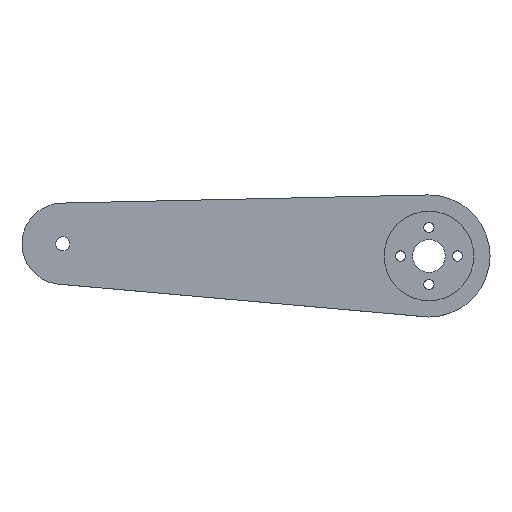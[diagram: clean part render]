
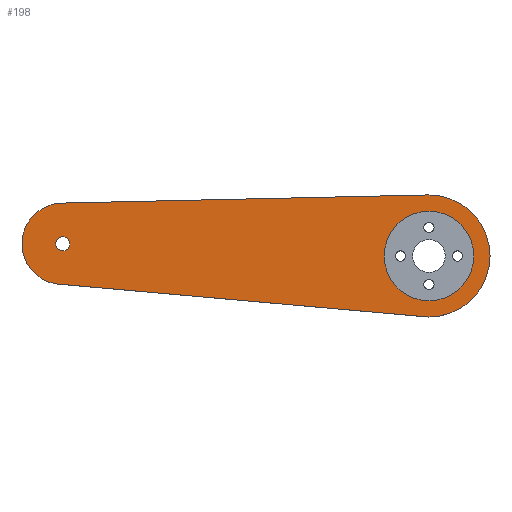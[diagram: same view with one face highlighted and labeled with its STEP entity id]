
A CAD part, top view. The second image highlights one B-rep face of the part: STEP entity #198.
In plain terms, the highlighted planar face has unit normal (0, 0, 1).
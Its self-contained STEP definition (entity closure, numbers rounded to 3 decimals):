
#6 = DIRECTION ( 'NONE',  ( 1., 0., 0. ) ) ;
#13 = DIRECTION ( 'NONE',  ( 0., 0., 1. ) ) ;
#18 = CIRCLE ( 'NONE', #162, 10. ) ;
#19 = DIRECTION ( 'NONE',  ( 0., 0., 1. ) ) ;
#23 = EDGE_CURVE ( 'NONE', #270, #66, #691, .T. ) ;
#31 = CARTESIAN_POINT ( 'NONE',  ( 0., 0., 7. ) ) ;
#62 = VERTEX_POINT ( 'NONE', #431 ) ;
#66 = VERTEX_POINT ( 'NONE', #778 ) ;
#75 = CIRCLE ( 'NONE', #871, 11. ) ;
#78 = EDGE_CURVE ( 'NONE', #861, #613, #841, .T. ) ;
#93 = DIRECTION ( 'NONE',  ( 0., 0., 1. ) ) ;
#103 = VECTOR ( 'NONE', #712, 1000. ) ;
#116 = ORIENTED_EDGE ( 'NONE', *, *, #839, .T. ) ;
#123 = DIRECTION ( 'NONE',  ( 0., 0., 1. ) ) ;
#126 = VERTEX_POINT ( 'NONE', #845 ) ;
#136 = CARTESIAN_POINT ( 'NONE',  ( 79., -3., 7. ) ) ;
#138 = CIRCLE ( 'NONE', #350, 15. ) ;
#149 = CARTESIAN_POINT ( 'NONE',  ( 0., 0., 7. ) ) ;
#150 = CARTESIAN_POINT ( 'NONE',  ( 90., 12., 7. ) ) ;
#152 = CARTESIAN_POINT ( 'NONE',  ( 0., 10., 7. ) ) ;
#154 = DIRECTION ( 'NONE',  ( 1., 0., 0. ) ) ;
#155 = VERTEX_POINT ( 'NONE', #150 ) ;
#162 = AXIS2_PLACEMENT_3D ( 'NONE', #280, #19, #499 ) ;
#170 = CIRCLE ( 'NONE', #577, 10. ) ;
#198 = ADVANCED_FACE ( 'NONE', ( #723, #242, #646 ), #248, .T. ) ;
#227 = CIRCLE ( 'NONE', #566, 11. ) ;
#242 = FACE_BOUND ( 'NONE', #261, .T. ) ;
#248 = PLANE ( 'NONE',  #339 ) ;
#252 = CARTESIAN_POINT ( 'NONE',  ( 0., -10., 7. ) ) ;
#261 = EDGE_LOOP ( 'NONE', ( #872, #395 ) ) ;
#264 = LINE ( 'NONE', #152, #663 ) ;
#270 = VERTEX_POINT ( 'NONE', #252 ) ;
#271 = DIRECTION ( 'NONE',  ( 0., 0., 1. ) ) ;
#280 = CARTESIAN_POINT ( 'NONE',  ( 0., 0., 7. ) ) ;
#282 = AXIS2_PLACEMENT_3D ( 'NONE', #149, #767, #286 ) ;
#286 = DIRECTION ( 'NONE',  ( 1., 0., 0. ) ) ;
#339 = AXIS2_PLACEMENT_3D ( 'NONE', #589, #660, #791 ) ;
#350 = AXIS2_PLACEMENT_3D ( 'NONE', #480, #475, #877 ) ;
#395 = ORIENTED_EDGE ( 'NONE', *, *, #420, .F. ) ;
#412 = AXIS2_PLACEMENT_3D ( 'NONE', #31, #93, #154 ) ;
#416 = CIRCLE ( 'NONE', #282, 1.75 ) ;
#419 = CARTESIAN_POINT ( 'NONE',  ( 1.75, 0., 7. ) ) ;
#420 = EDGE_CURVE ( 'NONE', #796, #486, #227, .T. ) ;
#431 = CARTESIAN_POINT ( 'NONE',  ( 0., 10., 7. ) ) ;
#450 = ORIENTED_EDGE ( 'NONE', *, *, #538, .T. ) ;
#475 = DIRECTION ( 'NONE',  ( 0., 0., 1. ) ) ;
#480 = CARTESIAN_POINT ( 'NONE',  ( 90., -3., 7. ) ) ;
#486 = VERTEX_POINT ( 'NONE', #602 ) ;
#499 = DIRECTION ( 'NONE',  ( 1., 0., 0. ) ) ;
#505 = ORIENTED_EDGE ( 'NONE', *, *, #576, .F. ) ;
#531 = DIRECTION ( 'NONE',  ( -1., -0.022, 0. ) ) ;
#533 = CARTESIAN_POINT ( 'NONE',  ( 90., -3., 7. ) ) ;
#538 = EDGE_CURVE ( 'NONE', #62, #126, #18, .T. ) ;
#543 = ORIENTED_EDGE ( 'NONE', *, *, #23, .T. ) ;
#544 = ORIENTED_EDGE ( 'NONE', *, *, #853, .T. ) ;
#546 = CARTESIAN_POINT ( 'NONE',  ( 90., -3., 7. ) ) ;
#566 = AXIS2_PLACEMENT_3D ( 'NONE', #533, #123, #6 ) ;
#576 = EDGE_CURVE ( 'NONE', #613, #861, #416, .T. ) ;
#577 = AXIS2_PLACEMENT_3D ( 'NONE', #808, #271, #615 ) ;
#589 = CARTESIAN_POINT ( 'NONE',  ( 0., 0., 7. ) ) ;
#590 = ORIENTED_EDGE ( 'NONE', *, *, #878, .T. ) ;
#602 = CARTESIAN_POINT ( 'NONE',  ( 101., -3., 7. ) ) ;
#604 = EDGE_CURVE ( 'NONE', #486, #796, #75, .T. ) ;
#613 = VERTEX_POINT ( 'NONE', #419 ) ;
#615 = DIRECTION ( 'NONE',  ( 1., 0., 0. ) ) ;
#646 = FACE_OUTER_BOUND ( 'NONE', #869, .T. ) ;
#660 = DIRECTION ( 'NONE',  ( 0., 0., 1. ) ) ;
#663 = VECTOR ( 'NONE', #531, 1000. ) ;
#691 = LINE ( 'NONE', #824, #103 ) ;
#693 = CARTESIAN_POINT ( 'NONE',  ( -1.75, 0., 7. ) ) ;
#712 = DIRECTION ( 'NONE',  ( 0.996, -0.089, 0. ) ) ;
#723 = FACE_BOUND ( 'NONE', #842, .T. ) ;
#725 = ORIENTED_EDGE ( 'NONE', *, *, #78, .F. ) ;
#758 = DIRECTION ( 'NONE',  ( 1., 0., 0. ) ) ;
#767 = DIRECTION ( 'NONE',  ( 0., 0., 1. ) ) ;
#778 = CARTESIAN_POINT ( 'NONE',  ( 90., -18., 7. ) ) ;
#791 = DIRECTION ( 'NONE',  ( 1., 0., 0. ) ) ;
#796 = VERTEX_POINT ( 'NONE', #136 ) ;
#808 = CARTESIAN_POINT ( 'NONE',  ( 0., 0., 7. ) ) ;
#824 = CARTESIAN_POINT ( 'NONE',  ( 0., -10., 7. ) ) ;
#839 = EDGE_CURVE ( 'NONE', #66, #155, #138, .T. ) ;
#841 = CIRCLE ( 'NONE', #412, 1.75 ) ;
#842 = EDGE_LOOP ( 'NONE', ( #505, #725 ) ) ;
#845 = CARTESIAN_POINT ( 'NONE',  ( -10., 0., 7. ) ) ;
#853 = EDGE_CURVE ( 'NONE', #155, #62, #264, .T. ) ;
#861 = VERTEX_POINT ( 'NONE', #693 ) ;
#869 = EDGE_LOOP ( 'NONE', ( #450, #590, #543, #116, #544 ) ) ;
#871 = AXIS2_PLACEMENT_3D ( 'NONE', #546, #13, #758 ) ;
#872 = ORIENTED_EDGE ( 'NONE', *, *, #604, .F. ) ;
#877 = DIRECTION ( 'NONE',  ( 1., 0., 0. ) ) ;
#878 = EDGE_CURVE ( 'NONE', #126, #270, #170, .T. ) ;
